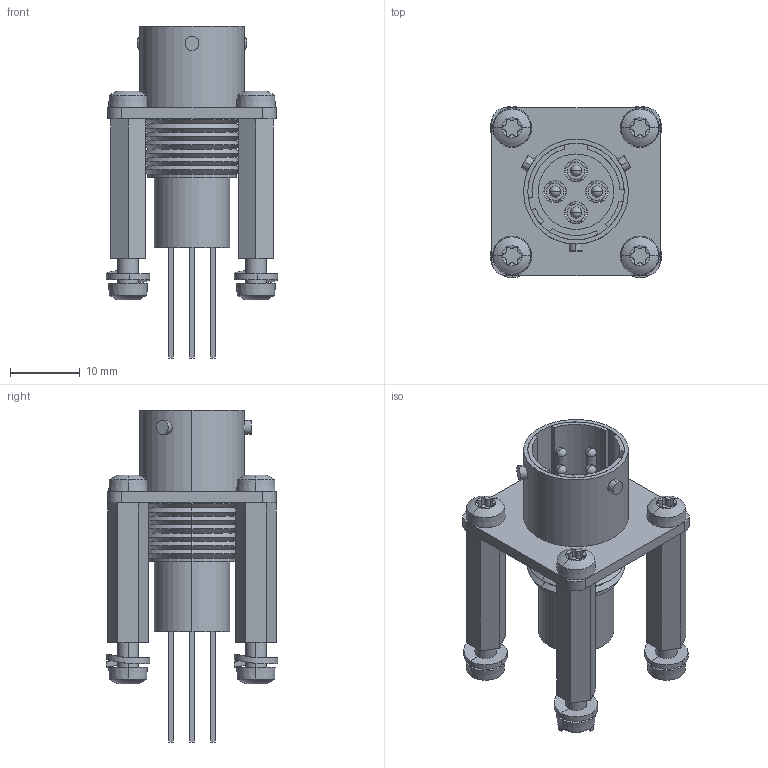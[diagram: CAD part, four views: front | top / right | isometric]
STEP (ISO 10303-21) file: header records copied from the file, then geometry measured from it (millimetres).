
FILE_DESCRIPTION((''),'2;1');
FILE_NAME('SOURIAU_EDA-02410-V1-0.stp','2013-10-08T09:09:08',(''),(''),'Mechanical Desktop 2011','Mechanical Desktop 2011',', , ');
FILE_SCHEMA(('AUTOMOTIVE_DESIGN { 1 2 10303 214 1 1 1 1 }'));
Length unit declared in the file: millimetre
Products named in the file (2): Product; 1
Bounding box: 24.5 x 24.49 x 47.5 mm (x, y, z)
Volume: 5503.2 mm3; surface area: 11074 mm2
Topology: 39 solids, 39 shells, 595 faces, 1399 edges, 897 vertices
Faces by surface type: cylinder 251, plane 192, cone 76, bspline 52, sphere 24
Entity records: 16682 total; most frequent: CARTESIAN_POINT 4301, DIRECTION 2622, ORIENTED_EDGE 2458, EDGE_CURVE 1229, AXIS2_PLACEMENT_3D 1034, VERTEX_POINT 789, EDGE_LOOP 602, VECTOR 554
